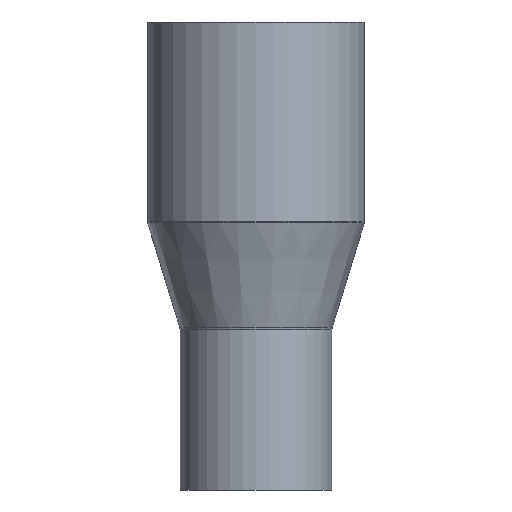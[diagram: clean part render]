
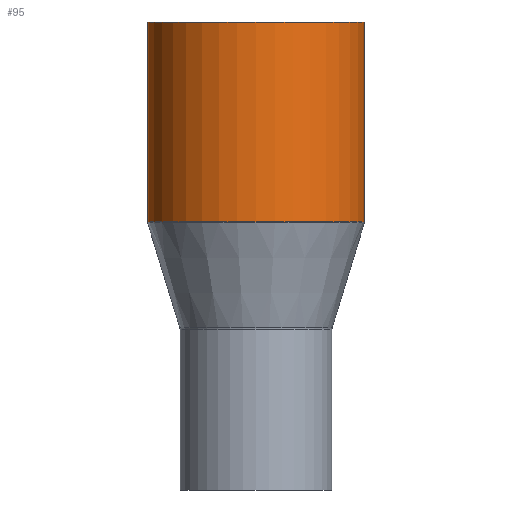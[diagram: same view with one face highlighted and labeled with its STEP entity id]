
A CAD part, front view. The second image highlights one B-rep face of the part: STEP entity #95.
In plain terms, the highlighted cylindrical face has radius 45 mm (diameter 90 mm), a partial arc.
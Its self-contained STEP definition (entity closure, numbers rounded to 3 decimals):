
#11 = VERTEX_POINT ( 'NONE', #316 ) ;
#29 = EDGE_CURVE ( 'NONE', #73, #11, #426, .T. ) ;
#32 = AXIS2_PLACEMENT_3D ( 'NONE', #591, #477, #37 ) ;
#37 = DIRECTION ( 'NONE',  ( -1., 0., 0. ) ) ;
#40 = EDGE_CURVE ( 'NONE', #73, #327, #117, .T. ) ;
#63 = ORIENTED_EDGE ( 'NONE', *, *, #40, .T. ) ;
#65 = DIRECTION ( 'NONE',  ( 0., 0., -1. ) ) ;
#73 = VERTEX_POINT ( 'NONE', #343 ) ;
#95 = ADVANCED_FACE ( 'NONE', ( #546 ), #333, .T. ) ;
#102 = DIRECTION ( 'NONE',  ( 0., 0., -1. ) ) ;
#117 = CIRCLE ( 'NONE', #337, 45. ) ;
#168 = DIRECTION ( 'NONE',  ( -1., 0., 0. ) ) ;
#175 = EDGE_LOOP ( 'NONE', ( #627, #63, #309, #212 ) ) ;
#212 = ORIENTED_EDGE ( 'NONE', *, *, #393, .F. ) ;
#237 = CIRCLE ( 'NONE', #551, 45. ) ;
#244 = DIRECTION ( 'NONE',  ( 0., 0., -1. ) ) ;
#249 = CARTESIAN_POINT ( 'NONE',  ( -45., 0., -16.533 ) ) ;
#263 = EDGE_CURVE ( 'NONE', #327, #320, #613, .T. ) ;
#309 = ORIENTED_EDGE ( 'NONE', *, *, #263, .T. ) ;
#316 = CARTESIAN_POINT ( 'NONE',  ( 45., 0., 19.693 ) ) ;
#319 = CARTESIAN_POINT ( 'NONE',  ( 0., 0., 19.693 ) ) ;
#320 = VERTEX_POINT ( 'NONE', #552 ) ;
#327 = VERTEX_POINT ( 'NONE', #497 ) ;
#333 = CYLINDRICAL_SURFACE ( 'NONE', #32, 45. ) ;
#337 = AXIS2_PLACEMENT_3D ( 'NONE', #583, #244, #649 ) ;
#343 = CARTESIAN_POINT ( 'NONE',  ( 45., 0., 102.393 ) ) ;
#393 = EDGE_CURVE ( 'NONE', #11, #320, #237, .T. ) ;
#397 = VECTOR ( 'NONE', #624, 1000. ) ;
#426 = LINE ( 'NONE', #455, #397 ) ;
#455 = CARTESIAN_POINT ( 'NONE',  ( 45., 0., -16.533 ) ) ;
#477 = DIRECTION ( 'NONE',  ( 0., 0., -1. ) ) ;
#497 = CARTESIAN_POINT ( 'NONE',  ( -45., 0., 102.393 ) ) ;
#546 = FACE_OUTER_BOUND ( 'NONE', #175, .T. ) ;
#551 = AXIS2_PLACEMENT_3D ( 'NONE', #319, #65, #168 ) ;
#552 = CARTESIAN_POINT ( 'NONE',  ( -45., 0., 19.693 ) ) ;
#583 = CARTESIAN_POINT ( 'NONE',  ( 0., 0., 102.393 ) ) ;
#584 = VECTOR ( 'NONE', #102, 1000. ) ;
#591 = CARTESIAN_POINT ( 'NONE',  ( 0., 0., -16.533 ) ) ;
#613 = LINE ( 'NONE', #249, #584 ) ;
#624 = DIRECTION ( 'NONE',  ( 0., 0., -1. ) ) ;
#627 = ORIENTED_EDGE ( 'NONE', *, *, #29, .F. ) ;
#649 = DIRECTION ( 'NONE',  ( -1., 0., 0. ) ) ;
